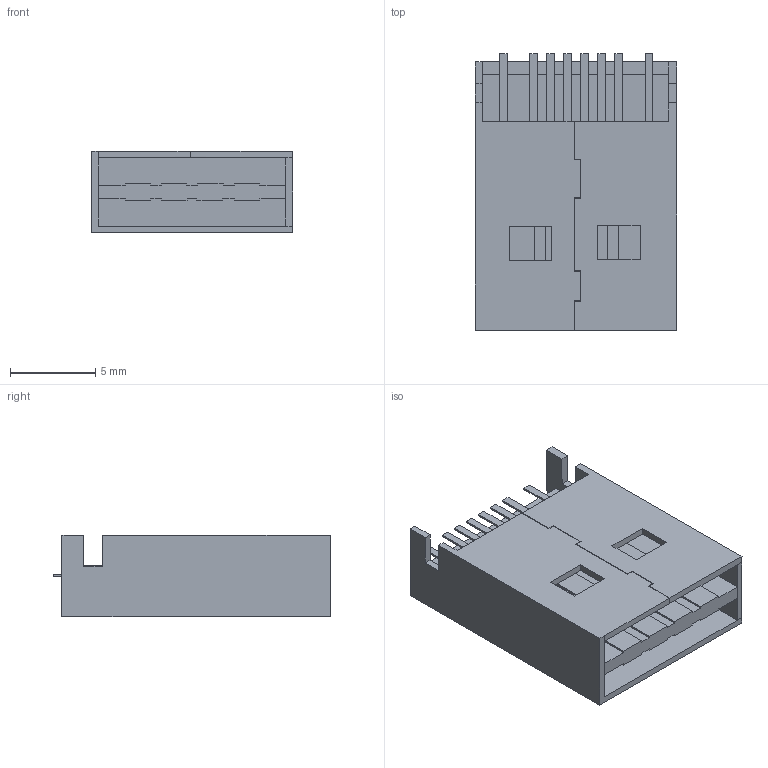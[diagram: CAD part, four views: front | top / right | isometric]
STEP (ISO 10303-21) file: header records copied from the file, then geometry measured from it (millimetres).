
FILE_DESCRIPTION (( 'STEP AP214' ), '1' );
FILE_NAME ('USBAM_SINGLE_8PINS.STEP', '2022-07-16T10:50:54', ( '' ), ( '' ), 'SwSTEP 2.0', 'SolidWorks 2020', '' );
FILE_SCHEMA (( 'AUTOMOTIVE_DESIGN' ));
Length unit declared in the file: millimetre
Products named in the file (1): USBAM_SINGLE_8PINS
Bounding box: 11.8 x 16.25 x 4.8 mm (x, y, z)
Volume: 433.1 mm3; surface area: 1171.4 mm2
Topology: 1 solids, 1 shells, 152 faces, 425 edges, 276 vertices
Faces by surface type: plane 152
Entity records: 5982 total; most frequent: CARTESIAN_POINT 860, ORIENTED_EDGE 850, DIRECTION 729, EDGE_CURVE 425, VECTOR 423, LINE 423, VERTEX_POINT 276, EDGE_LOOP 161
